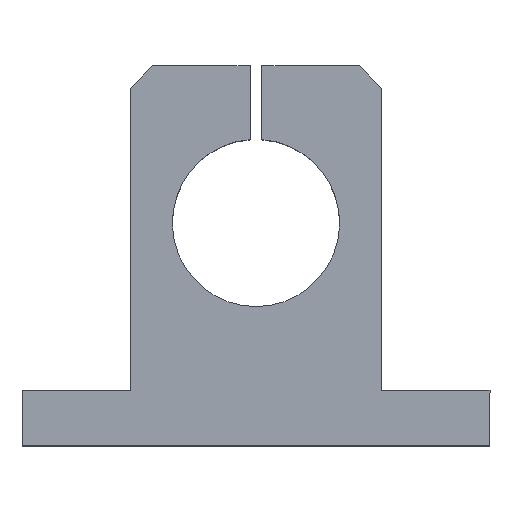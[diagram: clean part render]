
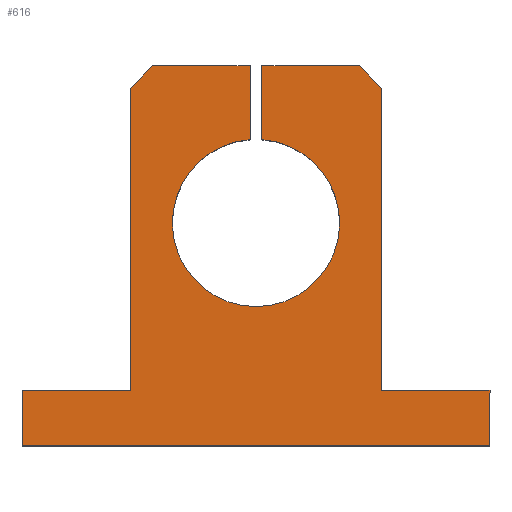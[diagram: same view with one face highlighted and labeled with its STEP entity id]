
A CAD part, top view. The second image highlights one B-rep face of the part: STEP entity #616.
In plain terms, the highlighted planar face has unit normal (0, 0, 1).
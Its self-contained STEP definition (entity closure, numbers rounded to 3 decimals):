
#48=CIRCLE('',#679,15.);
#82=FACE_OUTER_BOUND('',#124,.T.);
#124=EDGE_LOOP('',(#545,#546,#547,#548,#549,#550,#551,#552,#553,#554,#555,
#556,#557,#558));
#150=LINE('',#946,#215);
#166=LINE('',#981,#231);
#169=LINE('',#986,#234);
#171=LINE('',#989,#236);
#172=LINE('',#992,#237);
#174=LINE('',#996,#239);
#177=LINE('',#1004,#242);
#179=LINE('',#1008,#244);
#181=LINE('',#1012,#246);
#183=LINE('',#1016,#248);
#185=LINE('',#1020,#250);
#187=LINE('',#1024,#252);
#189=LINE('',#1027,#254);
#215=VECTOR('',#783,10.);
#231=VECTOR('',#805,10.);
#234=VECTOR('',#810,10.);
#236=VECTOR('',#814,10.);
#237=VECTOR('',#817,10.);
#239=VECTOR('',#821,10.);
#242=VECTOR('',#830,10.);
#244=VECTOR('',#834,10.);
#246=VECTOR('',#838,10.);
#248=VECTOR('',#842,10.);
#250=VECTOR('',#846,10.);
#252=VECTOR('',#850,10.);
#254=VECTOR('',#854,10.);
#282=VERTEX_POINT('',#943);
#283=VERTEX_POINT('',#945);
#298=VERTEX_POINT('',#979);
#299=VERTEX_POINT('',#980);
#300=VERTEX_POINT('',#985);
#301=VERTEX_POINT('',#991);
#302=VERTEX_POINT('',#995);
#303=VERTEX_POINT('',#999);
#304=VERTEX_POINT('',#1003);
#305=VERTEX_POINT('',#1007);
#306=VERTEX_POINT('',#1011);
#307=VERTEX_POINT('',#1015);
#308=VERTEX_POINT('',#1019);
#309=VERTEX_POINT('',#1023);
#351=EDGE_CURVE('',#282,#283,#150,.T.);
#368=EDGE_CURVE('',#298,#299,#166,.T.);
#371=EDGE_CURVE('',#299,#300,#169,.T.);
#373=EDGE_CURVE('',#300,#282,#171,.T.);
#374=EDGE_CURVE('',#283,#301,#172,.T.);
#376=EDGE_CURVE('',#301,#302,#174,.T.);
#378=EDGE_CURVE('',#302,#303,#48,.T.);
#380=EDGE_CURVE('',#303,#304,#177,.T.);
#382=EDGE_CURVE('',#304,#305,#179,.T.);
#384=EDGE_CURVE('',#305,#306,#181,.T.);
#386=EDGE_CURVE('',#306,#307,#183,.T.);
#388=EDGE_CURVE('',#307,#308,#185,.T.);
#390=EDGE_CURVE('',#308,#309,#187,.T.);
#392=EDGE_CURVE('',#309,#298,#189,.T.);
#545=ORIENTED_EDGE('',*,*,#368,.F.);
#546=ORIENTED_EDGE('',*,*,#392,.F.);
#547=ORIENTED_EDGE('',*,*,#390,.F.);
#548=ORIENTED_EDGE('',*,*,#388,.F.);
#549=ORIENTED_EDGE('',*,*,#386,.F.);
#550=ORIENTED_EDGE('',*,*,#384,.F.);
#551=ORIENTED_EDGE('',*,*,#382,.F.);
#552=ORIENTED_EDGE('',*,*,#380,.F.);
#553=ORIENTED_EDGE('',*,*,#378,.F.);
#554=ORIENTED_EDGE('',*,*,#376,.F.);
#555=ORIENTED_EDGE('',*,*,#374,.F.);
#556=ORIENTED_EDGE('',*,*,#351,.F.);
#557=ORIENTED_EDGE('',*,*,#373,.F.);
#558=ORIENTED_EDGE('',*,*,#371,.F.);
#583=PLANE('',#687);
#616=ADVANCED_FACE('',(#82),#583,.T.);
#679=AXIS2_PLACEMENT_3D('',#1000,#825,#826);
#687=AXIS2_PLACEMENT_3D('',#1028,#855,#856);
#783=DIRECTION('',(0.707,0.707,0.));
#805=DIRECTION('',(0.,1.,0.));
#810=DIRECTION('',(1.,0.,0.));
#814=DIRECTION('',(0.,1.,0.));
#817=DIRECTION('',(1.,0.,0.));
#821=DIRECTION('',(0.,-1.,0.));
#825=DIRECTION('center_axis',(0.,0.,1.));
#826=DIRECTION('ref_axis',(0.072,-0.997,0.));
#830=DIRECTION('',(0.,1.,0.));
#834=DIRECTION('',(1.,0.,0.));
#838=DIRECTION('',(0.707,-0.707,0.));
#842=DIRECTION('',(0.,-1.,0.));
#846=DIRECTION('',(1.,0.,0.));
#850=DIRECTION('',(0.,-1.,0.));
#854=DIRECTION('',(-1.,0.,0.));
#855=DIRECTION('center_axis',(0.,0.,1.));
#856=DIRECTION('ref_axis',(1.,0.,0.));
#943=CARTESIAN_POINT('',(-22.5,59.2,14.));
#945=CARTESIAN_POINT('',(-18.5,63.2,14.));
#946=CARTESIAN_POINT('',(-18.5,63.2,14.));
#979=CARTESIAN_POINT('',(-42.,-5.,14.));
#980=CARTESIAN_POINT('',(-42.,5.,14.));
#981=CARTESIAN_POINT('',(-42.,5.,14.));
#985=CARTESIAN_POINT('',(-22.5,5.,14.));
#986=CARTESIAN_POINT('',(-22.5,5.,14.));
#989=CARTESIAN_POINT('',(-22.5,59.2,14.));
#991=CARTESIAN_POINT('',(-1.075,63.2,14.));
#992=CARTESIAN_POINT('',(-1.075,63.2,14.));
#995=CARTESIAN_POINT('',(-1.075,49.961,14.));
#996=CARTESIAN_POINT('',(-1.075,49.961,14.));
#999=CARTESIAN_POINT('',(1.075,49.961,14.));
#1000=CARTESIAN_POINT('Origin',(0.,35.,14.));
#1003=CARTESIAN_POINT('',(1.075,63.2,14.));
#1004=CARTESIAN_POINT('',(1.075,63.2,14.));
#1007=CARTESIAN_POINT('',(18.5,63.2,14.));
#1008=CARTESIAN_POINT('',(18.5,63.2,14.));
#1011=CARTESIAN_POINT('',(22.5,59.2,14.));
#1012=CARTESIAN_POINT('',(22.5,59.2,14.));
#1015=CARTESIAN_POINT('',(22.5,5.,14.));
#1016=CARTESIAN_POINT('',(22.5,5.,14.));
#1019=CARTESIAN_POINT('',(42.,5.,14.));
#1020=CARTESIAN_POINT('',(42.,5.,14.));
#1023=CARTESIAN_POINT('',(42.,-5.,14.));
#1024=CARTESIAN_POINT('',(42.,-5.,14.));
#1027=CARTESIAN_POINT('',(-42.,-5.,14.));
#1028=CARTESIAN_POINT('Origin',(0.,26.356,14.));
